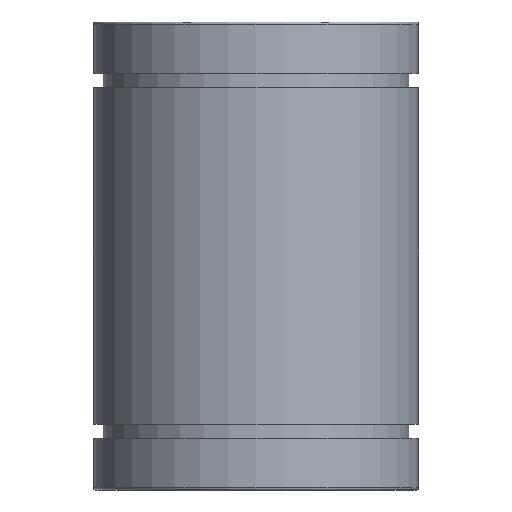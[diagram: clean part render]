
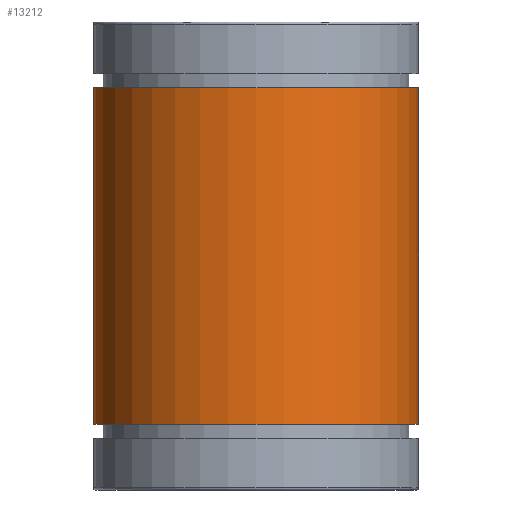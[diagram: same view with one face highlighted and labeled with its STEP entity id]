
A CAD part, front view. The second image highlights one B-rep face of the part: STEP entity #13212.
In plain terms, the highlighted cylindrical face has radius 19.844 mm (diameter 39.688 mm), a partial arc.
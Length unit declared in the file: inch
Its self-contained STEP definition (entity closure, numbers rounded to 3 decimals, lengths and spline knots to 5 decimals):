
#74 = DIRECTION ( 'NONE',  ( 1., 0., 0. ) ) ;
#464 = EDGE_CURVE ( 'NONE', #5996, #8197, #3213, .T. ) ;
#849 = ORIENTED_EDGE ( 'NONE', *, *, #10880, .F. ) ;
#983 = CIRCLE ( 'NONE', #3713, 0.78125 ) ;
#1787 = DIRECTION ( 'NONE',  ( 1., 0., 0. ) ) ;
#1999 = ORIENTED_EDGE ( 'NONE', *, *, #12279, .T. ) ;
#2824 = CARTESIAN_POINT ( 'NONE',  ( 0., 0., 0.809 ) ) ;
#3213 = LINE ( 'NONE', #13361, #11879 ) ;
#3713 = AXIS2_PLACEMENT_3D ( 'NONE', #2824, #12593, #6091 ) ;
#3777 = DIRECTION ( 'NONE',  ( 0., 0., 1. ) ) ;
#4024 = CARTESIAN_POINT ( 'NONE',  ( 0., 0., -0.809 ) ) ;
#4168 = EDGE_LOOP ( 'NONE', ( #10392, #1999, #13809, #849 ) ) ;
#4170 = CARTESIAN_POINT ( 'NONE',  ( -0.78125, 0., 0.809 ) ) ;
#4237 = AXIS2_PLACEMENT_3D ( 'NONE', #6655, #13219, #74 ) ;
#4577 = DIRECTION ( 'NONE',  ( 0., 0., 1. ) ) ;
#5996 = VERTEX_POINT ( 'NONE', #13468 ) ;
#6091 = DIRECTION ( 'NONE',  ( 1., 0., 0. ) ) ;
#6391 = VERTEX_POINT ( 'NONE', #4170 ) ;
#6529 = LINE ( 'NONE', #10361, #9076 ) ;
#6655 = CARTESIAN_POINT ( 'NONE',  ( 0., 0., 1.125 ) ) ;
#7125 = VERTEX_POINT ( 'NONE', #10646 ) ;
#7941 = CARTESIAN_POINT ( 'NONE',  ( 0.78125, 0., 0.809 ) ) ;
#7991 = AXIS2_PLACEMENT_3D ( 'NONE', #4024, #8362, #1787 ) ;
#8197 = VERTEX_POINT ( 'NONE', #7941 ) ;
#8362 = DIRECTION ( 'NONE',  ( 0., 0., 1. ) ) ;
#8803 = EDGE_CURVE ( 'NONE', #7125, #6391, #6529, .T. ) ;
#9076 = VECTOR ( 'NONE', #3777, 39.37008 ) ;
#9485 = CYLINDRICAL_SURFACE ( 'NONE', #4237, 0.78125 ) ;
#9662 = CIRCLE ( 'NONE', #7991, 0.78125 ) ;
#10361 = CARTESIAN_POINT ( 'NONE',  ( -0.78125, 0., 1.125 ) ) ;
#10392 = ORIENTED_EDGE ( 'NONE', *, *, #8803, .F. ) ;
#10646 = CARTESIAN_POINT ( 'NONE',  ( -0.78125, 0., -0.809 ) ) ;
#10880 = EDGE_CURVE ( 'NONE', #6391, #8197, #983, .T. ) ;
#11879 = VECTOR ( 'NONE', #4577, 39.37008 ) ;
#12279 = EDGE_CURVE ( 'NONE', #7125, #5996, #9662, .T. ) ;
#12593 = DIRECTION ( 'NONE',  ( 0., 0., 1. ) ) ;
#13212 = ADVANCED_FACE ( 'NONE', ( #13460 ), #9485, .T. ) ;
#13219 = DIRECTION ( 'NONE',  ( 0., 0., 1. ) ) ;
#13361 = CARTESIAN_POINT ( 'NONE',  ( 0.78125, 0., 1.125 ) ) ;
#13460 = FACE_OUTER_BOUND ( 'NONE', #4168, .T. ) ;
#13468 = CARTESIAN_POINT ( 'NONE',  ( 0.78125, 0., -0.809 ) ) ;
#13809 = ORIENTED_EDGE ( 'NONE', *, *, #464, .T. ) ;
